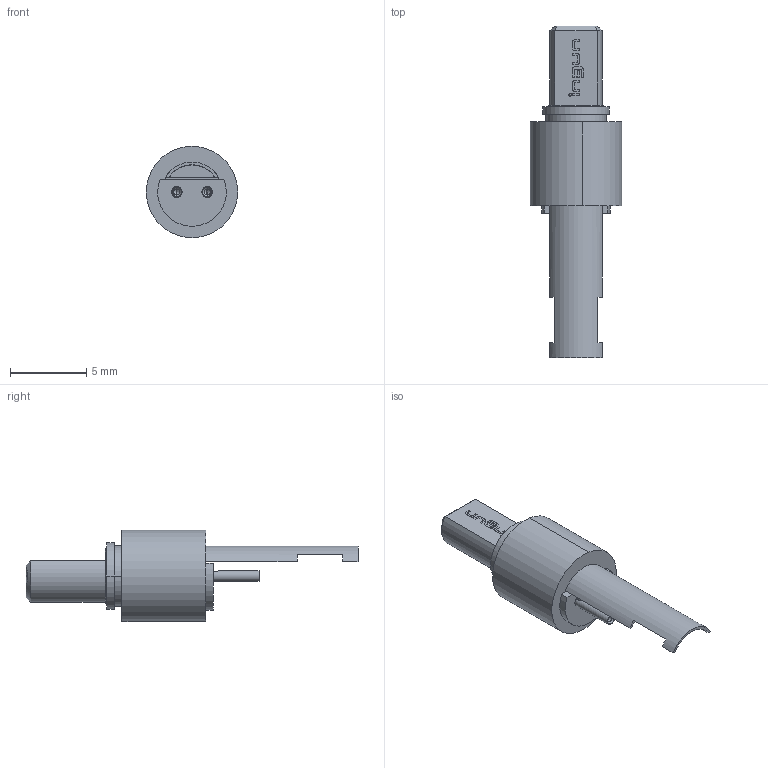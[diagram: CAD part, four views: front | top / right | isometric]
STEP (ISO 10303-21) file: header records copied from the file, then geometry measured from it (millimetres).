
FILE_DESCRIPTION (( 'STEP AP203' ), '1' );
FILE_NAME ('INGUN_SE-821_MX68.STEP', '2022-05-19T05:17:11', ( 'ochi' ), ( '' ), 'SwSTEP 2.0', 'SolidWorks 2018', '' );
FILE_SCHEMA (( 'CONFIG_CONTROL_DESIGN' ));
Length unit declared in the file: millimetre
Products named in the file (1): INGUN_SE-821_MX68
Bounding box: 6 x 21.8 x 6 mm (x, y, z)
Volume: 219.4 mm3; surface area: 394.9 mm2
Topology: 1 solids, 1 shells, 166 faces, 415 edges, 264 vertices
Faces by surface type: plane 81, cylinder 40, cone 23, bspline 22
Entity records: 5331 total; most frequent: CARTESIAN_POINT 1486, ORIENTED_EDGE 822, DIRECTION 706, EDGE_CURVE 411, VERTEX_POINT 264, AXIS2_PLACEMENT_3D 254, LINE 198, VECTOR 198
